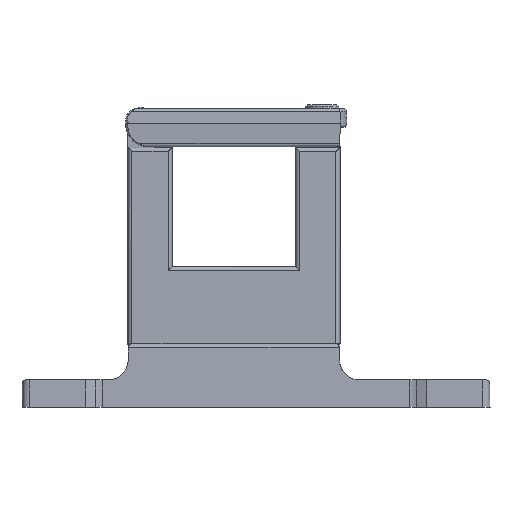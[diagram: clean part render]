
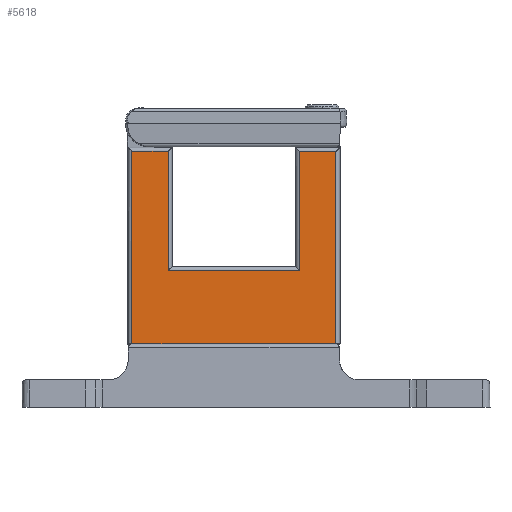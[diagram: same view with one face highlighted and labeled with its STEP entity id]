
A CAD part, top view. The second image highlights one B-rep face of the part: STEP entity #5618.
In plain terms, the highlighted planar face has unit normal (0, 0, 1).
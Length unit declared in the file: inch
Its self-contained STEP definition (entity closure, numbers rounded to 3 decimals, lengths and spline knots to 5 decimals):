
#39 = ORIENTED_EDGE ( 'NONE', *, *, #9271, .F. ) ;
#170 = LINE ( 'NONE', #2207, #6972 ) ;
#188 = VERTEX_POINT ( 'NONE', #7057 ) ;
#835 = EDGE_CURVE ( 'NONE', #5884, #8831, #170, .T. ) ;
#980 = CARTESIAN_POINT ( 'NONE',  ( 0.65945, 0.55959, 0.22638 ) ) ;
#1014 = DIRECTION ( 'NONE',  ( 1., 0., 0. ) ) ;
#1083 = VECTOR ( 'NONE', #1346, 39.37008 ) ;
#1230 = VERTEX_POINT ( 'NONE', #1652 ) ;
#1312 = ORIENTED_EDGE ( 'NONE', *, *, #6710, .F. ) ;
#1346 = DIRECTION ( 'NONE',  ( 1., 0., 0. ) ) ;
#1435 = ORIENTED_EDGE ( 'NONE', *, *, #2516, .F. ) ;
#1652 = CARTESIAN_POINT ( 'NONE',  ( -0.65945, 0.56037, 0.22638 ) ) ;
#1673 = CARTESIAN_POINT ( 'NONE',  ( -1.02297, 0.56037, 0.22638 ) ) ;
#2203 = EDGE_LOOP ( 'NONE', ( #39, #1435, #3332, #3970, #1312, #2469, #3104, #2544 ) ) ;
#2207 = CARTESIAN_POINT ( 'NONE',  ( -1.02297, -0.63516, 0.22638 ) ) ;
#2435 = CARTESIAN_POINT ( 'NONE',  ( -1.02297, -1.37205, 0.22638 ) ) ;
#2469 = ORIENTED_EDGE ( 'NONE', *, *, #3703, .F. ) ;
#2471 = DIRECTION ( 'NONE',  ( 0., 1., 0. ) ) ;
#2483 = CARTESIAN_POINT ( 'NONE',  ( -1.02297, 0.55959, 0.22638 ) ) ;
#2516 = EDGE_CURVE ( 'NONE', #2840, #1230, #4850, .T. ) ;
#2544 = ORIENTED_EDGE ( 'NONE', *, *, #835, .F. ) ;
#2775 = CARTESIAN_POINT ( 'NONE',  ( -1.02297, 1.02953, 0.22638 ) ) ;
#2840 = VERTEX_POINT ( 'NONE', #1673 ) ;
#3044 = VECTOR ( 'NONE', #5936, 39.37008 ) ;
#3104 = ORIENTED_EDGE ( 'NONE', *, *, #6683, .F. ) ;
#3108 = LINE ( 'NONE', #6008, #8377 ) ;
#3268 = VERTEX_POINT ( 'NONE', #980 ) ;
#3332 = ORIENTED_EDGE ( 'NONE', *, *, #4004, .F. ) ;
#3344 = DIRECTION ( 'NONE',  ( -1., 0., 0. ) ) ;
#3654 = VECTOR ( 'NONE', #3894, 39.37008 ) ;
#3703 = EDGE_CURVE ( 'NONE', #3268, #3815, #4566, .T. ) ;
#3815 = VERTEX_POINT ( 'NONE', #9339 ) ;
#3894 = DIRECTION ( 'NONE',  ( 0., -1., 0. ) ) ;
#3970 = ORIENTED_EDGE ( 'NONE', *, *, #5568, .F. ) ;
#3983 = LINE ( 'NONE', #8333, #3654 ) ;
#4004 = EDGE_CURVE ( 'NONE', #7501, #2840, #3108, .T. ) ;
#4122 = CARTESIAN_POINT ( 'NONE',  ( -1.02297, 0.56037, 0.22638 ) ) ;
#4164 = PLANE ( 'NONE',  #7192 ) ;
#4268 = DIRECTION ( 'NONE',  ( 0., 0., -1. ) ) ;
#4342 = CARTESIAN_POINT ( 'NONE',  ( 0.65945, 1.02953, 0.22638 ) ) ;
#4442 = LINE ( 'NONE', #4342, #3044 ) ;
#4490 = LINE ( 'NONE', #7440, #6282 ) ;
#4566 = LINE ( 'NONE', #2483, #5585 ) ;
#4850 = LINE ( 'NONE', #4122, #1083 ) ;
#4943 = CARTESIAN_POINT ( 'NONE',  ( -1.02297, -1.37205, 0.22638 ) ) ;
#5445 = DIRECTION ( 'NONE',  ( 0., -1., 0. ) ) ;
#5568 = EDGE_CURVE ( 'NONE', #188, #7501, #7799, .T. ) ;
#5585 = VECTOR ( 'NONE', #1014, 39.37008 ) ;
#5618 = ADVANCED_FACE ( 'NONE', ( #9246 ), #4164, .F. ) ;
#5744 = CARTESIAN_POINT ( 'NONE',  ( 0.65945, -0.63516, 0.22638 ) ) ;
#5884 = VERTEX_POINT ( 'NONE', #6459 ) ;
#5936 = DIRECTION ( 'NONE',  ( 0., 1., 0. ) ) ;
#5957 = VECTOR ( 'NONE', #7073, 39.37008 ) ;
#6008 = CARTESIAN_POINT ( 'NONE',  ( -1.02297, 1.02953, 0.22638 ) ) ;
#6282 = VECTOR ( 'NONE', #5445, 39.37008 ) ;
#6459 = CARTESIAN_POINT ( 'NONE',  ( -0.65945, -0.63516, 0.22638 ) ) ;
#6683 = EDGE_CURVE ( 'NONE', #8831, #3268, #4442, .T. ) ;
#6710 = EDGE_CURVE ( 'NONE', #3815, #188, #4490, .T. ) ;
#6972 = VECTOR ( 'NONE', #8880, 39.37008 ) ;
#7057 = CARTESIAN_POINT ( 'NONE',  ( 1.02297, -1.37205, 0.22638 ) ) ;
#7073 = DIRECTION ( 'NONE',  ( -1., 0., 0. ) ) ;
#7192 = AXIS2_PLACEMENT_3D ( 'NONE', #2775, #4268, #3344 ) ;
#7440 = CARTESIAN_POINT ( 'NONE',  ( 1.02297, 1.02953, 0.22638 ) ) ;
#7501 = VERTEX_POINT ( 'NONE', #2435 ) ;
#7799 = LINE ( 'NONE', #4943, #5957 ) ;
#8333 = CARTESIAN_POINT ( 'NONE',  ( -0.65945, 1.02953, 0.22638 ) ) ;
#8377 = VECTOR ( 'NONE', #2471, 39.37008 ) ;
#8831 = VERTEX_POINT ( 'NONE', #5744 ) ;
#8880 = DIRECTION ( 'NONE',  ( 1., 0., 0. ) ) ;
#9246 = FACE_OUTER_BOUND ( 'NONE', #2203, .T. ) ;
#9271 = EDGE_CURVE ( 'NONE', #1230, #5884, #3983, .T. ) ;
#9339 = CARTESIAN_POINT ( 'NONE',  ( 1.02297, 0.55959, 0.22638 ) ) ;
